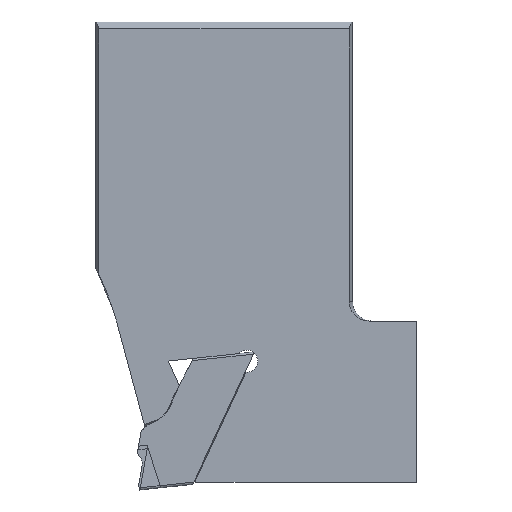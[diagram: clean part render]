
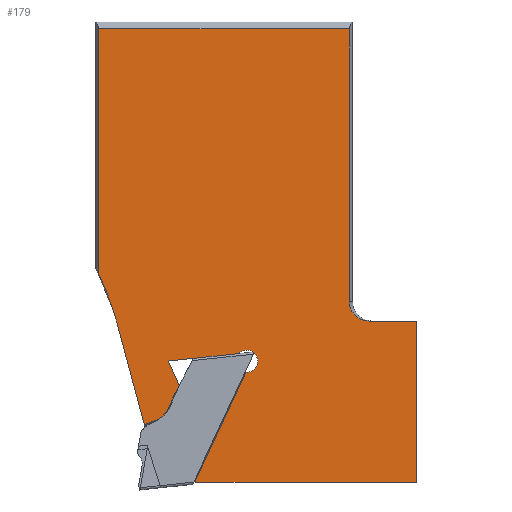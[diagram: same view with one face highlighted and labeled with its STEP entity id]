
A CAD part, left-side view. The second image highlights one B-rep face of the part: STEP entity #179.
In plain terms, the highlighted planar face has unit normal (-1, 0, 0).
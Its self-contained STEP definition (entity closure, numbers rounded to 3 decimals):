
#110=ELLIPSE('',#1785,1.449,1.4);
#146=CIRCLE('',#1782,20.);
#147=CIRCLE('',#1783,1.788);
#148=CIRCLE('',#1784,0.8);
#179=ADVANCED_FACE('',(#327),#275,.F.);
#275=PLANE('',#1786);
#327=FACE_OUTER_BOUND('',#423,.T.);
#423=EDGE_LOOP('',(#527,#528,#529,#530,#531,#532,#533,#534,#535,#536,#537,
#538,#539,#540,#541,#542,#543,#544));
#527=ORIENTED_EDGE('',*,*,#1175,.T.);
#528=ORIENTED_EDGE('',*,*,#1176,.T.);
#529=ORIENTED_EDGE('',*,*,#1177,.T.);
#530=ORIENTED_EDGE('',*,*,#1178,.T.);
#531=ORIENTED_EDGE('',*,*,#1179,.T.);
#532=ORIENTED_EDGE('',*,*,#1180,.T.);
#533=ORIENTED_EDGE('',*,*,#1181,.T.);
#534=ORIENTED_EDGE('',*,*,#1182,.T.);
#535=ORIENTED_EDGE('',*,*,#1183,.T.);
#536=ORIENTED_EDGE('',*,*,#1184,.T.);
#537=ORIENTED_EDGE('',*,*,#1185,.T.);
#538=ORIENTED_EDGE('',*,*,#1186,.T.);
#539=ORIENTED_EDGE('',*,*,#1187,.T.);
#540=ORIENTED_EDGE('',*,*,#1170,.T.);
#541=ORIENTED_EDGE('',*,*,#1166,.T.);
#542=ORIENTED_EDGE('',*,*,#1188,.T.);
#543=ORIENTED_EDGE('',*,*,#1189,.T.);
#544=ORIENTED_EDGE('',*,*,#1190,.T.);
#1011=VERTEX_POINT('',#2437);
#1012=VERTEX_POINT('',#2438);
#1015=VERTEX_POINT('',#2446);
#1019=VERTEX_POINT('',#2456);
#1020=VERTEX_POINT('',#2457);
#1021=VERTEX_POINT('',#2459);
#1022=VERTEX_POINT('',#2461);
#1023=VERTEX_POINT('',#2463);
#1024=VERTEX_POINT('',#2465);
#1025=VERTEX_POINT('',#2467);
#1026=VERTEX_POINT('',#2469);
#1027=VERTEX_POINT('',#2471);
#1028=VERTEX_POINT('',#2473);
#1029=VERTEX_POINT('',#2475);
#1030=VERTEX_POINT('',#2477);
#1031=VERTEX_POINT('',#2479);
#1032=VERTEX_POINT('',#2482);
#1033=VERTEX_POINT('',#2484);
#1166=EDGE_CURVE('',#1011,#1012,#1413,.T.);
#1170=EDGE_CURVE('',#1015,#1011,#1417,.T.);
#1175=EDGE_CURVE('',#1019,#1020,#1422,.T.);
#1176=EDGE_CURVE('',#1020,#1021,#1423,.T.);
#1177=EDGE_CURVE('',#1021,#1022,#1424,.T.);
#1178=EDGE_CURVE('',#1022,#1023,#146,.T.);
#1179=EDGE_CURVE('',#1023,#1024,#1425,.T.);
#1180=EDGE_CURVE('',#1024,#1025,#1426,.T.);
#1181=EDGE_CURVE('',#1025,#1026,#147,.T.);
#1182=EDGE_CURVE('',#1026,#1027,#1427,.T.);
#1183=EDGE_CURVE('',#1027,#1028,#1428,.T.);
#1184=EDGE_CURVE('',#1028,#1029,#1429,.T.);
#1185=EDGE_CURVE('',#1029,#1030,#148,.T.);
#1186=EDGE_CURVE('',#1030,#1031,#1430,.T.);
#1187=EDGE_CURVE('',#1031,#1015,#1431,.T.);
#1188=EDGE_CURVE('',#1012,#1032,#1432,.T.);
#1189=EDGE_CURVE('',#1032,#1033,#1433,.T.);
#1190=EDGE_CURVE('',#1033,#1019,#110,.T.);
#1413=LINE('',#2436,#1580);
#1417=LINE('',#2445,#1584);
#1422=LINE('',#2455,#1589);
#1423=LINE('',#2458,#1590);
#1424=LINE('',#2460,#1591);
#1425=LINE('',#2464,#1592);
#1426=LINE('',#2466,#1593);
#1427=LINE('',#2470,#1594);
#1428=LINE('',#2472,#1595);
#1429=LINE('',#2474,#1596);
#1430=LINE('',#2478,#1597);
#1431=LINE('',#2480,#1598);
#1432=LINE('',#2481,#1599);
#1433=LINE('',#2483,#1600);
#1580=VECTOR('',#1945,1.);
#1584=VECTOR('',#1951,1.);
#1589=VECTOR('',#1958,1.);
#1590=VECTOR('',#1959,1.);
#1591=VECTOR('',#1960,1.);
#1592=VECTOR('',#1963,1.);
#1593=VECTOR('',#1964,1.);
#1594=VECTOR('',#1967,1.);
#1595=VECTOR('',#1968,1.);
#1596=VECTOR('',#1969,1.);
#1597=VECTOR('',#1972,1.);
#1598=VECTOR('',#1973,1.);
#1599=VECTOR('',#1974,1.);
#1600=VECTOR('',#1975,1.);
#1782=AXIS2_PLACEMENT_3D('',#2462,#1961,#1962);
#1783=AXIS2_PLACEMENT_3D('',#2468,#1965,#1966);
#1784=AXIS2_PLACEMENT_3D('',#2476,#1970,#1971);
#1785=AXIS2_PLACEMENT_3D('',#2485,#1976,#1977);
#1786=AXIS2_PLACEMENT_3D('',#2486,#1978,#1979);
#1945=DIRECTION('',(0.,-1.,0.));
#1951=DIRECTION('',(0.,-0.707,-0.707));
#1958=DIRECTION('',(0.,0.,1.));
#1959=DIRECTION('',(0.,1.,0.));
#1960=DIRECTION('',(0.,0.,-1.));
#1961=DIRECTION('',(1.,0.,0.));
#1962=DIRECTION('',(0.,0.,1.));
#1963=DIRECTION('',(0.,-0.259,-0.966));
#1964=DIRECTION('',(0.,-0.934,0.358));
#1965=DIRECTION('',(-1.,0.,0.));
#1966=DIRECTION('',(0.,1.,0.));
#1967=DIRECTION('',(0.,-0.407,0.914));
#1968=DIRECTION('',(0.,0.407,0.914));
#1969=DIRECTION('',(0.,-0.995,0.105));
#1970=DIRECTION('',(1.,0.,0.));
#1971=DIRECTION('',(0.,0.,1.));
#1972=DIRECTION('',(0.,0.995,-0.105));
#1973=DIRECTION('',(0.,0.423,-0.906));
#1974=DIRECTION('',(0.,0.,1.));
#1975=DIRECTION('',(0.,1.,0.));
#1976=DIRECTION('',(1.,0.,0.));
#1977=DIRECTION('',(0.,-1.,0.));
#1978=DIRECTION('',(1.,0.,0.));
#1979=DIRECTION('',(0.,1.,0.));
#2436=CARTESIAN_POINT('',(0.,18.709,-11.6));
#2437=CARTESIAN_POINT('',(0.,11.496,-11.6));
#2438=CARTESIAN_POINT('',(0.,-4.357,-11.6));
#2445=CARTESIAN_POINT('',(0.,11.696,-11.4));
#2446=CARTESIAN_POINT('',(0.,11.559,-11.537));
#2455=CARTESIAN_POINT('',(0.,0.482,21.5));
#2456=CARTESIAN_POINT('',(0.,0.482,1.4));
#2457=CARTESIAN_POINT('',(0.,0.482,21.));
#2458=CARTESIAN_POINT('',(0.,-4.357,21.));
#2459=CARTESIAN_POINT('',(0.,18.468,21.));
#2460=CARTESIAN_POINT('',(0.,18.468,21.5));
#2461=CARTESIAN_POINT('',(0.,18.468,3.332));
#2462=CARTESIAN_POINT('',(0.,36.461,-5.4));
#2463=CARTESIAN_POINT('',(0.,17.142,-0.224));
#2464=CARTESIAN_POINT('',(0.,17.142,-0.224));
#2465=CARTESIAN_POINT('',(0.,15.206,-7.45));
#2466=CARTESIAN_POINT('',(0.,-11.53,2.813));
#2467=CARTESIAN_POINT('',(0.,14.371,-7.129));
#2468=CARTESIAN_POINT('',(0.,15.012,-5.46));
#2469=CARTESIAN_POINT('',(0.,13.379,-6.187));
#2470=CARTESIAN_POINT('',(0.,0.157,23.51));
#2471=CARTESIAN_POINT('',(0.,12.688,-4.636));
#2472=CARTESIAN_POINT('',(0.,12.589,-4.86));
#2473=CARTESIAN_POINT('',(0.,13.475,-2.87));
#2474=CARTESIAN_POINT('',(0.,9.632,-2.466));
#2475=CARTESIAN_POINT('',(0.,8.444,-2.341));
#2476=CARTESIAN_POINT('',(0.,7.855,-2.883));
#2477=CARTESIAN_POINT('',(0.,7.772,-3.678));
#2478=CARTESIAN_POINT('',(0.,7.772,-3.678));
#2479=CARTESIAN_POINT('',(0.,7.901,-3.692));
#2480=CARTESIAN_POINT('',(0.,-3.938,21.696));
#2481=CARTESIAN_POINT('',(0.,-4.357,-11.6));
#2482=CARTESIAN_POINT('',(0.,-4.357,0.));
#2483=CARTESIAN_POINT('',(0.,-4.357,0.));
#2484=CARTESIAN_POINT('',(0.,-0.967,0.));
#2485=CARTESIAN_POINT('',(0.,-0.967,1.4));
#2486=CARTESIAN_POINT('',(0.,-4.357,21.5));
